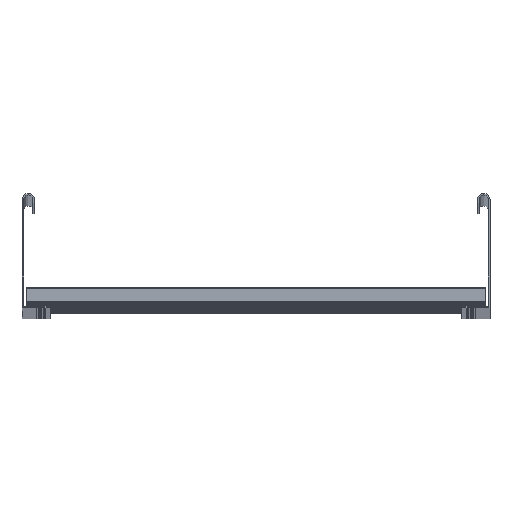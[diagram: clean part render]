
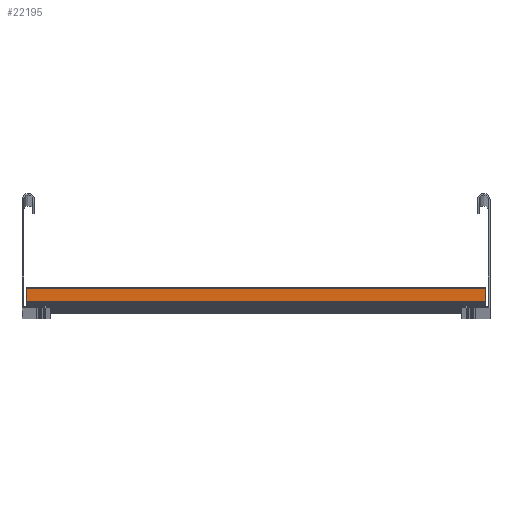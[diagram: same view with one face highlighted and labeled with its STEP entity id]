
A CAD part, top view. The second image highlights one B-rep face of the part: STEP entity #22195.
In plain terms, the highlighted face is planar.
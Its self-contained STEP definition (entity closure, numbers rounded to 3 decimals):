
#191 = DIRECTION ( 'NONE',  ( 0., 0., -1. ) ) ;
#492 = CARTESIAN_POINT ( 'NONE',  ( -15., 0., -221. ) ) ;
#719 = CARTESIAN_POINT ( 'NONE',  ( -15., 3., -221. ) ) ;
#847 = EDGE_CURVE ( 'NONE', #5728, #28551, #16449, .T. ) ;
#1499 = DIRECTION ( 'NONE',  ( 0., 1., 0. ) ) ;
#1617 = VECTOR ( 'NONE', #16012, 1000. ) ;
#1778 = EDGE_CURVE ( 'NONE', #25125, #12846, #13277, .T. ) ;
#1854 = VECTOR ( 'NONE', #13791, 1000. ) ;
#2252 = VECTOR ( 'NONE', #1499, 1000. ) ;
#2399 = EDGE_CURVE ( 'NONE', #25125, #5924, #19125, .T. ) ;
#2409 = CARTESIAN_POINT ( 'NONE',  ( -15., 3., 221. ) ) ;
#2650 = ORIENTED_EDGE ( 'NONE', *, *, #19475, .T. ) ;
#3094 = VERTEX_POINT ( 'NONE', #9798 ) ;
#3272 = EDGE_CURVE ( 'NONE', #3094, #15229, #20783, .T. ) ;
#3773 = ORIENTED_EDGE ( 'NONE', *, *, #3272, .F. ) ;
#3927 = EDGE_CURVE ( 'NONE', #5728, #3094, #18705, .T. ) ;
#4020 = DIRECTION ( 'NONE',  ( 0., 1., 0. ) ) ;
#4389 = EDGE_CURVE ( 'NONE', #5924, #8832, #16676, .T. ) ;
#4896 = VECTOR ( 'NONE', #4020, 1000. ) ;
#5153 = CARTESIAN_POINT ( 'NONE',  ( -15., 15., 221. ) ) ;
#5194 = ORIENTED_EDGE ( 'NONE', *, *, #4389, .T. ) ;
#5506 = DIRECTION ( 'NONE',  ( 0., 0., 1. ) ) ;
#5728 = VERTEX_POINT ( 'NONE', #25503 ) ;
#5924 = VERTEX_POINT ( 'NONE', #22971 ) ;
#6414 = LINE ( 'NONE', #18767, #22691 ) ;
#6579 = ORIENTED_EDGE ( 'NONE', *, *, #2399, .T. ) ;
#6648 = DIRECTION ( 'NONE',  ( 0., 1., 0. ) ) ;
#8144 = AXIS2_PLACEMENT_3D ( 'NONE', #11073, #13349, #191 ) ;
#8339 = VECTOR ( 'NONE', #6648, 1000. ) ;
#8832 = VERTEX_POINT ( 'NONE', #13125 ) ;
#8870 = PLANE ( 'NONE',  #8144 ) ;
#9639 = ORIENTED_EDGE ( 'NONE', *, *, #21892, .F. ) ;
#9688 = DIRECTION ( 'NONE',  ( 0., 0., 1. ) ) ;
#9798 = CARTESIAN_POINT ( 'NONE',  ( -15., 12., -221. ) ) ;
#11073 = CARTESIAN_POINT ( 'NONE',  ( -15., 3., -221. ) ) ;
#11210 = VECTOR ( 'NONE', #19209, 1000. ) ;
#12483 = ORIENTED_EDGE ( 'NONE', *, *, #847, .T. ) ;
#12846 = VERTEX_POINT ( 'NONE', #25134 ) ;
#13125 = CARTESIAN_POINT ( 'NONE',  ( -15., 15., 221. ) ) ;
#13277 = LINE ( 'NONE', #18037, #1617 ) ;
#13349 = DIRECTION ( 'NONE',  ( 1., 0., 0. ) ) ;
#13439 = EDGE_LOOP ( 'NONE', ( #6579, #5194, #9639, #3773, #15141, #12483, #2650, #22401 ) ) ;
#13791 = DIRECTION ( 'NONE',  ( 0., 1., 0. ) ) ;
#13888 = CARTESIAN_POINT ( 'NONE',  ( -15., 3., -221. ) ) ;
#14473 = CARTESIAN_POINT ( 'NONE',  ( -15., 3., 221. ) ) ;
#15141 = ORIENTED_EDGE ( 'NONE', *, *, #3927, .F. ) ;
#15229 = VERTEX_POINT ( 'NONE', #16934 ) ;
#16012 = DIRECTION ( 'NONE',  ( 0., -1., 0. ) ) ;
#16053 = LINE ( 'NONE', #22973, #19149 ) ;
#16449 = LINE ( 'NONE', #19953, #11210 ) ;
#16676 = LINE ( 'NONE', #5153, #4896 ) ;
#16934 = CARTESIAN_POINT ( 'NONE',  ( -15., 15., -221. ) ) ;
#18037 = CARTESIAN_POINT ( 'NONE',  ( -15., 3., 221. ) ) ;
#18705 = LINE ( 'NONE', #13888, #1854 ) ;
#18767 = CARTESIAN_POINT ( 'NONE',  ( -15., 15., -221. ) ) ;
#19125 = LINE ( 'NONE', #2409, #2252 ) ;
#19149 = VECTOR ( 'NONE', #9688, 1000. ) ;
#19209 = DIRECTION ( 'NONE',  ( 0., -1., 0. ) ) ;
#19475 = EDGE_CURVE ( 'NONE', #28551, #12846, #16053, .T. ) ;
#19953 = CARTESIAN_POINT ( 'NONE',  ( -15., 0., -221. ) ) ;
#20783 = LINE ( 'NONE', #719, #8339 ) ;
#21892 = EDGE_CURVE ( 'NONE', #15229, #8832, #6414, .T. ) ;
#22195 = ADVANCED_FACE ( 'NONE', ( #24037 ), #8870, .F. ) ;
#22401 = ORIENTED_EDGE ( 'NONE', *, *, #1778, .F. ) ;
#22691 = VECTOR ( 'NONE', #5506, 1000. ) ;
#22971 = CARTESIAN_POINT ( 'NONE',  ( -15., 12., 221. ) ) ;
#22973 = CARTESIAN_POINT ( 'NONE',  ( -15., 0., -221. ) ) ;
#24037 = FACE_OUTER_BOUND ( 'NONE', #13439, .T. ) ;
#25125 = VERTEX_POINT ( 'NONE', #14473 ) ;
#25134 = CARTESIAN_POINT ( 'NONE',  ( -15., 0., 221. ) ) ;
#25503 = CARTESIAN_POINT ( 'NONE',  ( -15., 3., -221. ) ) ;
#28551 = VERTEX_POINT ( 'NONE', #492 ) ;
